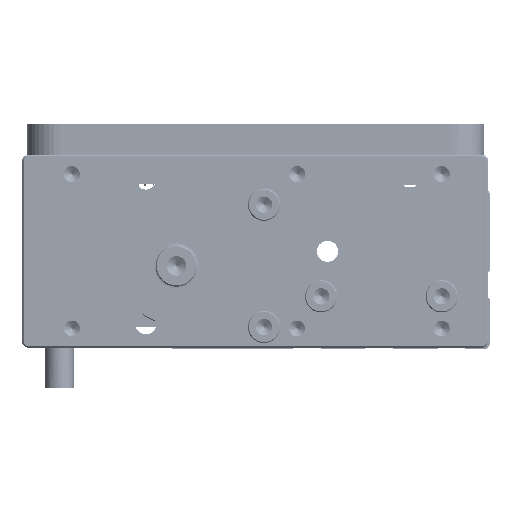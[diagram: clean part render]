
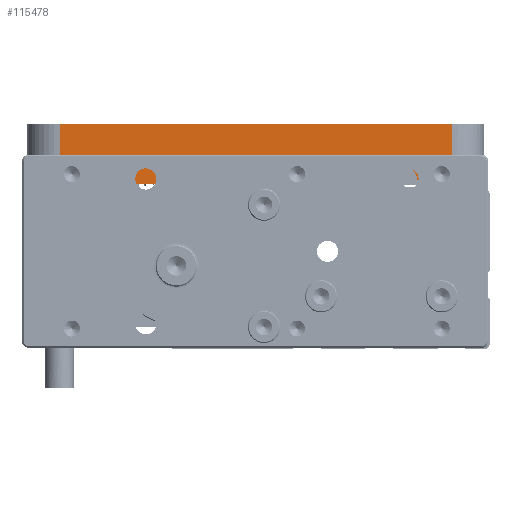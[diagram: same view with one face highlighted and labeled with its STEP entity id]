
A CAD part, left-side view. The second image highlights one B-rep face of the part: STEP entity #115478.
In plain terms, the highlighted face is planar.
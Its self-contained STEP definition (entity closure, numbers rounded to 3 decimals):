
#250 = ORIENTED_EDGE ( 'NONE', *, *, #68203, .F. ) ;
#1470 = DIRECTION ( 'NONE',  ( 0., 1., 0. ) ) ;
#1557 = VERTEX_POINT ( 'NONE', #114378 ) ;
#1569 = DIRECTION ( 'NONE',  ( 0., -1., 0. ) ) ;
#1703 = VECTOR ( 'NONE', #84531, 1000. ) ;
#2300 = VECTOR ( 'NONE', #4126, 1000. ) ;
#2399 = DIRECTION ( 'NONE',  ( 0., -1., 0. ) ) ;
#3947 = LINE ( 'NONE', #14580, #115868 ) ;
#4126 = DIRECTION ( 'NONE',  ( 0., 0., 1. ) ) ;
#4966 = EDGE_CURVE ( 'NONE', #75005, #114399, #49813, .T. ) ;
#5799 = CARTESIAN_POINT ( 'NONE',  ( 75.5, -51.3, 18.5 ) ) ;
#6850 = VERTEX_POINT ( 'NONE', #12129 ) ;
#9150 = VECTOR ( 'NONE', #107217, 1000. ) ;
#9931 = EDGE_CURVE ( 'NONE', #58121, #14831, #111655, .T. ) ;
#10067 = ORIENTED_EDGE ( 'NONE', *, *, #4966, .T. ) ;
#10856 = LINE ( 'NONE', #49116, #72283 ) ;
#11070 = CARTESIAN_POINT ( 'NONE',  ( 75.5, -92., 19. ) ) ;
#11988 = ORIENTED_EDGE ( 'NONE', *, *, #38381, .T. ) ;
#12129 = CARTESIAN_POINT ( 'NONE',  ( 75.5, -55.3, 15.5 ) ) ;
#14580 = CARTESIAN_POINT ( 'NONE',  ( 75.5, 29.5, 19. ) ) ;
#14831 = VERTEX_POINT ( 'NONE', #11070 ) ;
#15244 = EDGE_LOOP ( 'NONE', ( #250, #41924, #76611, #94010, #10067, #11988, #30185, #45311, #115847, #80796, #47357, #104130 ) ) ;
#15283 = CARTESIAN_POINT ( 'NONE',  ( 75.5, -51.3, 18.5 ) ) ;
#18764 = CARTESIAN_POINT ( 'NONE',  ( 75.5, -101., 23. ) ) ;
#19758 = CARTESIAN_POINT ( 'NONE',  ( 75.5, -102.5, 19. ) ) ;
#20005 = LINE ( 'NONE', #88898, #43312 ) ;
#30185 = ORIENTED_EDGE ( 'NONE', *, *, #60169, .T. ) ;
#30988 = DIRECTION ( 'NONE',  ( 0., 1., 0. ) ) ;
#33005 = AXIS2_PLACEMENT_3D ( 'NONE', #87421, #114945, #1569 ) ;
#35931 = CARTESIAN_POINT ( 'NONE',  ( 75.5, 29.5, 19. ) ) ;
#38381 = EDGE_CURVE ( 'NONE', #114399, #1557, #10856, .T. ) ;
#39006 = EDGE_CURVE ( 'NONE', #42871, #58121, #20005, .T. ) ;
#41924 = ORIENTED_EDGE ( 'NONE', *, *, #9931, .F. ) ;
#42871 = VERTEX_POINT ( 'NONE', #18764 ) ;
#43312 = VECTOR ( 'NONE', #50062, 1000. ) ;
#43866 = CARTESIAN_POINT ( 'NONE',  ( 75.5, -55.3, 15.5 ) ) ;
#45311 = ORIENTED_EDGE ( 'NONE', *, *, #57470, .F. ) ;
#47344 = CARTESIAN_POINT ( 'NONE',  ( 75.5, 0., 23. ) ) ;
#47357 = ORIENTED_EDGE ( 'NONE', *, *, #114902, .F. ) ;
#49116 = CARTESIAN_POINT ( 'NONE',  ( 75.5, 29.5, 0. ) ) ;
#49209 = FACE_OUTER_BOUND ( 'NONE', #15244, .T. ) ;
#49795 = DIRECTION ( 'NONE',  ( 0., 1., 0. ) ) ;
#49813 = LINE ( 'NONE', #19758, #117186 ) ;
#50062 = DIRECTION ( 'NONE',  ( 0., 0., -1. ) ) ;
#51670 = VECTOR ( 'NONE', #111011, 1000. ) ;
#51853 = CARTESIAN_POINT ( 'NONE',  ( 75.5, -102.5, 23. ) ) ;
#52509 = CIRCLE ( 'NONE', #66511, 8. ) ;
#52883 = EDGE_CURVE ( 'NONE', #116299, #85818, #105992, .T. ) ;
#56094 = EDGE_CURVE ( 'NONE', #6850, #116299, #93944, .T. ) ;
#57470 = EDGE_CURVE ( 'NONE', #85818, #123538, #91640, .T. ) ;
#57988 = VERTEX_POINT ( 'NONE', #90061 ) ;
#58121 = VERTEX_POINT ( 'NONE', #113145 ) ;
#60169 = EDGE_CURVE ( 'NONE', #1557, #123538, #109332, .T. ) ;
#61790 = CARTESIAN_POINT ( 'NONE',  ( 75.5, 19.5, 19. ) ) ;
#66511 = AXIS2_PLACEMENT_3D ( 'NONE', #114549, #88276, #2399 ) ;
#66760 = VECTOR ( 'NONE', #49795, 1000. ) ;
#68144 = VECTOR ( 'NONE', #101633, 1000. ) ;
#68203 = EDGE_CURVE ( 'NONE', #14831, #57988, #52509, .T. ) ;
#68456 = CARTESIAN_POINT ( 'NONE',  ( 75.5, -51.3, 20.8 ) ) ;
#72283 = VECTOR ( 'NONE', #1470, 1000. ) ;
#75005 = VERTEX_POINT ( 'NONE', #51853 ) ;
#76050 = CARTESIAN_POINT ( 'NONE',  ( 75.5, -55.3, 19. ) ) ;
#76611 = ORIENTED_EDGE ( 'NONE', *, *, #39006, .F. ) ;
#77395 = DIRECTION ( 'NONE',  ( 0., 0., -1. ) ) ;
#78600 = LINE ( 'NONE', #47344, #66760 ) ;
#78690 = CARTESIAN_POINT ( 'NONE',  ( 75.5, 19.5, 18.5 ) ) ;
#80796 = ORIENTED_EDGE ( 'NONE', *, *, #56094, .F. ) ;
#80814 = EDGE_CURVE ( 'NONE', #57988, #117092, #3947, .T. ) ;
#84381 = CARTESIAN_POINT ( 'NONE',  ( 75.5, -51.3, 15.5 ) ) ;
#84531 = DIRECTION ( 'NONE',  ( 0., 1., 0. ) ) ;
#85818 = VERTEX_POINT ( 'NONE', #15283 ) ;
#86186 = PLANE ( 'NONE',  #33005 ) ;
#87421 = CARTESIAN_POINT ( 'NONE',  ( 75.5, 29.5, 19. ) ) ;
#88276 = DIRECTION ( 'NONE',  ( 1., 0., 0. ) ) ;
#88898 = CARTESIAN_POINT ( 'NONE',  ( 75.5, -101., 23. ) ) ;
#89549 = LINE ( 'NONE', #98890, #118766 ) ;
#90061 = CARTESIAN_POINT ( 'NONE',  ( 75.5, -76., 19. ) ) ;
#91415 = DIRECTION ( 'NONE',  ( 0., 0., -1. ) ) ;
#91640 = LINE ( 'NONE', #5799, #51670 ) ;
#93944 = LINE ( 'NONE', #43866, #1703 ) ;
#94010 = ORIENTED_EDGE ( 'NONE', *, *, #120322, .F. ) ;
#98890 = CARTESIAN_POINT ( 'NONE',  ( 75.5, -55.3, 20.8 ) ) ;
#101633 = DIRECTION ( 'NONE',  ( 0., 1., 0. ) ) ;
#104130 = ORIENTED_EDGE ( 'NONE', *, *, #80814, .F. ) ;
#105992 = LINE ( 'NONE', #68456, #9150 ) ;
#107217 = DIRECTION ( 'NONE',  ( 0., 0., 1. ) ) ;
#109332 = LINE ( 'NONE', #61790, #2300 ) ;
#111011 = DIRECTION ( 'NONE',  ( 0., 1., 0. ) ) ;
#111655 = LINE ( 'NONE', #35931, #68144 ) ;
#113145 = CARTESIAN_POINT ( 'NONE',  ( 75.5, -101., 19. ) ) ;
#113796 = CARTESIAN_POINT ( 'NONE',  ( 75.5, -102.5, 0. ) ) ;
#114378 = CARTESIAN_POINT ( 'NONE',  ( 75.5, 19.5, 0. ) ) ;
#114399 = VERTEX_POINT ( 'NONE', #113796 ) ;
#114549 = CARTESIAN_POINT ( 'NONE',  ( 75.5, -84., 19. ) ) ;
#114902 = EDGE_CURVE ( 'NONE', #117092, #6850, #89549, .T. ) ;
#114945 = DIRECTION ( 'NONE',  ( -1., 0., 0. ) ) ;
#115478 = ADVANCED_FACE ( 'NONE', ( #49209 ), #86186, .F. ) ;
#115847 = ORIENTED_EDGE ( 'NONE', *, *, #52883, .F. ) ;
#115868 = VECTOR ( 'NONE', #30988, 1000. ) ;
#116299 = VERTEX_POINT ( 'NONE', #84381 ) ;
#117092 = VERTEX_POINT ( 'NONE', #76050 ) ;
#117186 = VECTOR ( 'NONE', #77395, 1000. ) ;
#118766 = VECTOR ( 'NONE', #91415, 1000. ) ;
#120322 = EDGE_CURVE ( 'NONE', #75005, #42871, #78600, .T. ) ;
#123538 = VERTEX_POINT ( 'NONE', #78690 ) ;
